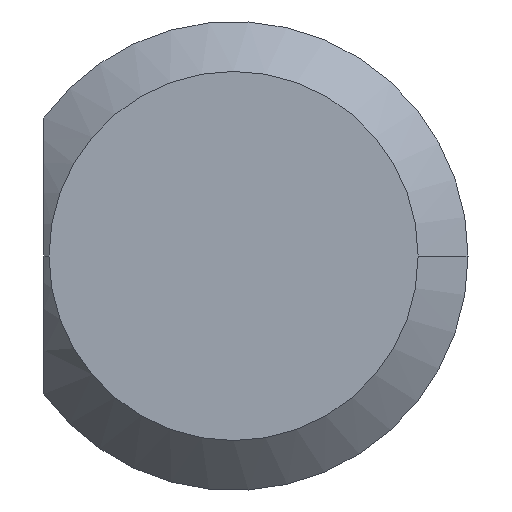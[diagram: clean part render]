
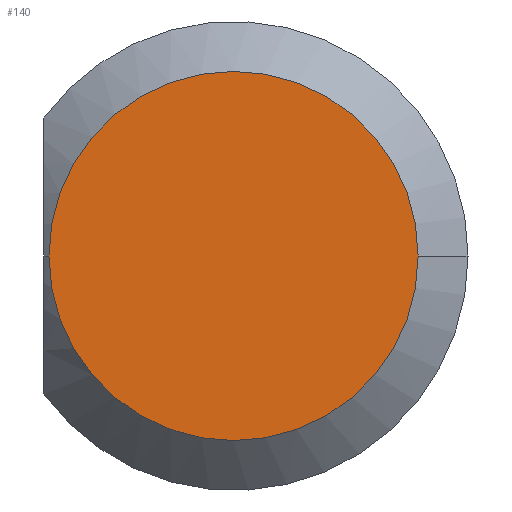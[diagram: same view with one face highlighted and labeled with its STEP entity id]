
A CAD part, left-side view. The second image highlights one B-rep face of the part: STEP entity #140.
In plain terms, the highlighted planar face has unit normal (-1, 0, 0).
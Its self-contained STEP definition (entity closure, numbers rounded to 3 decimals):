
#15=PLANE('',#157);
#23=FACE_OUTER_BOUND('',#32,.T.);
#32=EDGE_LOOP('',(#109,#110));
#60=CIRCLE('',#155,1.85);
#62=CIRCLE('',#158,1.85);
#72=VERTEX_POINT('',#234);
#73=VERTEX_POINT('',#235);
#85=EDGE_CURVE('',#72,#73,#60,.T.);
#90=EDGE_CURVE('',#73,#72,#62,.T.);
#109=ORIENTED_EDGE('',*,*,#85,.F.);
#110=ORIENTED_EDGE('',*,*,#90,.F.);
#140=ADVANCED_FACE('',(#23),#15,.T.);
#155=AXIS2_PLACEMENT_3D('',#236,#185,#186);
#157=AXIS2_PLACEMENT_3D('',#248,#191,#192);
#158=AXIS2_PLACEMENT_3D('',#249,#193,#194);
#185=DIRECTION('center_axis',(1.,0.,0.));
#186=DIRECTION('ref_axis',(0.,-1.,0.));
#191=DIRECTION('center_axis',(-1.,0.,0.));
#192=DIRECTION('ref_axis',(0.,1.,0.));
#193=DIRECTION('center_axis',(1.,0.,0.));
#194=DIRECTION('ref_axis',(0.,-1.,0.));
#234=CARTESIAN_POINT('',(71.976,-24.108,-434.522));
#235=CARTESIAN_POINT('',(71.976,-20.408,-434.522));
#236=CARTESIAN_POINT('Origin',(71.976,-22.258,-434.522));
#248=CARTESIAN_POINT('Origin',(71.976,-22.258,-434.522));
#249=CARTESIAN_POINT('Origin',(71.976,-22.258,-434.522));
